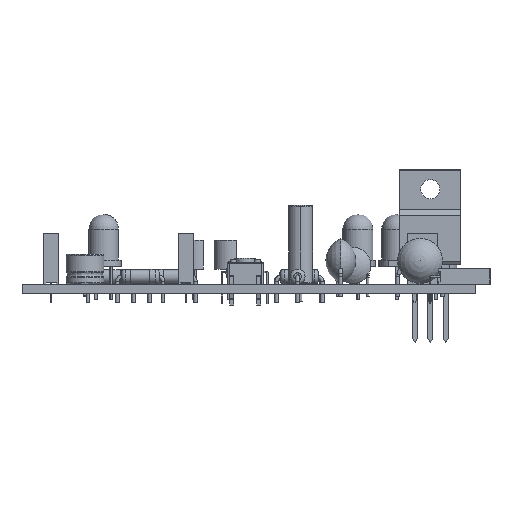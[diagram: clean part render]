
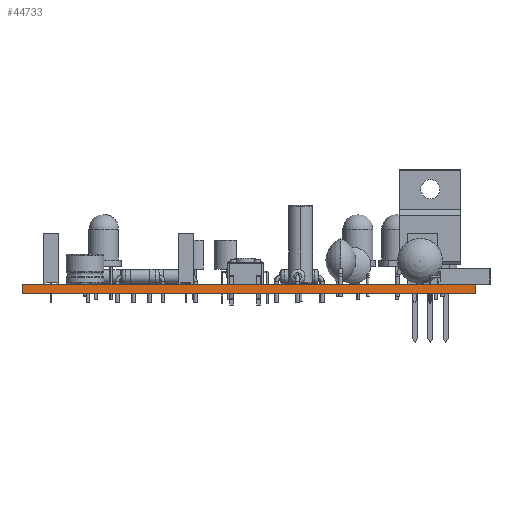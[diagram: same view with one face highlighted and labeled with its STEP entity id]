
A CAD part, left-side view. The second image highlights one B-rep face of the part: STEP entity #44733.
In plain terms, the highlighted planar face has unit normal (-1, 0, 0).
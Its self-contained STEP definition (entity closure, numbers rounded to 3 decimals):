
#44677 = VERTEX_POINT('',#44678);
#44678 = CARTESIAN_POINT('',(68.8,-131.42,1.51));
#44684 = EDGE_CURVE('',#44685,#44677,#44687,.T.);
#44685 = VERTEX_POINT('',#44686);
#44686 = CARTESIAN_POINT('',(68.8,-131.42,0.));
#44687 = LINE('',#44688,#44689);
#44688 = CARTESIAN_POINT('',(68.8,-131.42,0.));
#44689 = VECTOR('',#44690,1.);
#44690 = DIRECTION('',(0.,0.,1.));
#44733 = ADVANCED_FACE('',(#44734),#44759,.T.);
#44734 = FACE_BOUND('',#44735,.T.);
#44735 = EDGE_LOOP('',(#44736,#44737,#44745,#44753));
#44736 = ORIENTED_EDGE('',*,*,#44684,.T.);
#44737 = ORIENTED_EDGE('',*,*,#44738,.T.);
#44738 = EDGE_CURVE('',#44677,#44739,#44741,.T.);
#44739 = VERTEX_POINT('',#44740);
#44740 = CARTESIAN_POINT('',(68.8,-55.92,1.51));
#44741 = LINE('',#44742,#44743);
#44742 = CARTESIAN_POINT('',(68.8,-131.42,1.51));
#44743 = VECTOR('',#44744,1.);
#44744 = DIRECTION('',(0.,1.,0.));
#44745 = ORIENTED_EDGE('',*,*,#44746,.F.);
#44746 = EDGE_CURVE('',#44747,#44739,#44749,.T.);
#44747 = VERTEX_POINT('',#44748);
#44748 = CARTESIAN_POINT('',(68.8,-55.92,0.));
#44749 = LINE('',#44750,#44751);
#44750 = CARTESIAN_POINT('',(68.8,-55.92,0.));
#44751 = VECTOR('',#44752,1.);
#44752 = DIRECTION('',(0.,0.,1.));
#44753 = ORIENTED_EDGE('',*,*,#44754,.F.);
#44754 = EDGE_CURVE('',#44685,#44747,#44755,.T.);
#44755 = LINE('',#44756,#44757);
#44756 = CARTESIAN_POINT('',(68.8,-131.42,0.));
#44757 = VECTOR('',#44758,1.);
#44758 = DIRECTION('',(0.,1.,0.));
#44759 = PLANE('',#44760);
#44760 = AXIS2_PLACEMENT_3D('',#44761,#44762,#44763);
#44761 = CARTESIAN_POINT('',(68.8,-131.42,0.));
#44762 = DIRECTION('',(-1.,0.,0.));
#44763 = DIRECTION('',(0.,1.,0.));
